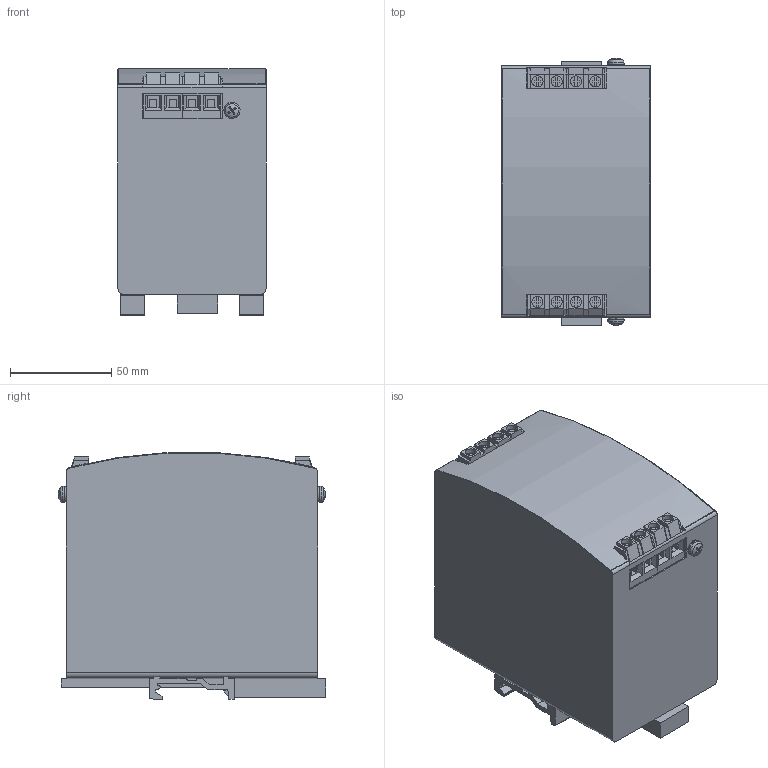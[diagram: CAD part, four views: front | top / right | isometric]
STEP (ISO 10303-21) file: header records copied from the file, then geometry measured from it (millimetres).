
FILE_DESCRIPTION(/* description */ ('Alibre Inc.'),/* implementation_level */ '2;1');
FILE_NAME(/* name */ 'export0',/* time_stamp */ '2015-07-13T11:50:14+02:00',/* author */ (''),/* organization */ (''),/* preprocessor_version */ 'ST-DEVELOPER v14',/* originating_system */ 'Alibre',/* authorisation */ '');
FILE_SCHEMA (('AUTOMOTIVE_DESIGN'));
Length unit declared in the file: centimetre
Bounding box: 73 x 131.87 x 121.79 mm (x, y, z)
Volume: 1011259.8 mm3; surface area: 100444.5 mm2
Topology: 13 solids, 13 shells, 737 faces, 1949 edges, 1270 vertices
Faces by surface type: plane 608, cylinder 91, cone 24, torus 12, sphere 2
Full cylindrical faces by diameter (mm): 3.621 x2, 4 x2, 5.5 x8
Entity records: 9041 total; most frequent: CARTESIAN_POINT 1778, ORIENTED_EDGE 1518, DIRECTION 1261, EDGE_CURVE 759, VECTOR 570, LINE 570, VERTEX_POINT 504, AXIS2_PLACEMENT_3D 456
